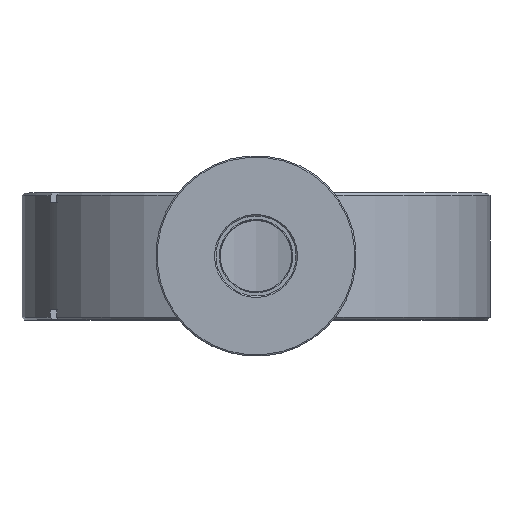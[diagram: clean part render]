
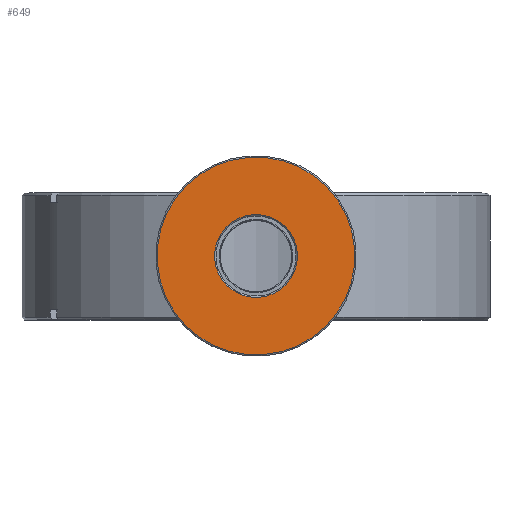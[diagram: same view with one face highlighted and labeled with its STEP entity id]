
A CAD part, top view. The second image highlights one B-rep face of the part: STEP entity #649.
In plain terms, the highlighted face is planar.
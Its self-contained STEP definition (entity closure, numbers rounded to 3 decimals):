
#171 = DIRECTION ( 'NONE',  ( 0., -1., 0. ) ) ;
#243 = EDGE_CURVE ( 'NONE', #2960, #1478, #3121, .T. ) ;
#293 = EDGE_LOOP ( 'NONE', ( #2558, #1546 ) ) ;
#306 = FACE_BOUND ( 'NONE', #2231, .T. ) ;
#649 = ADVANCED_FACE ( 'NONE', ( #1630, #306 ), #3297, .F. ) ;
#874 = VERTEX_POINT ( 'NONE', #1619 ) ;
#882 = CIRCLE ( 'NONE', #1299, 14.8 ) ;
#896 = DIRECTION ( 'NONE',  ( 0., 1., 0. ) ) ;
#987 = AXIS2_PLACEMENT_3D ( 'NONE', #2481, #896, #2746 ) ;
#1153 = VERTEX_POINT ( 'NONE', #2146 ) ;
#1293 = CIRCLE ( 'NONE', #1859, 6.2 ) ;
#1299 = AXIS2_PLACEMENT_3D ( 'NONE', #1669, #171, #1957 ) ;
#1424 = CARTESIAN_POINT ( 'NONE',  ( -6., 0., 0. ) ) ;
#1478 = VERTEX_POINT ( 'NONE', #3147 ) ;
#1546 = ORIENTED_EDGE ( 'NONE', *, *, #243, .T. ) ;
#1609 = DIRECTION ( 'NONE',  ( 0., 1., 0. ) ) ;
#1619 = CARTESIAN_POINT ( 'NONE',  ( 0., 0., 6.2 ) ) ;
#1626 = DIRECTION ( 'NONE',  ( 0., 0., 1. ) ) ;
#1630 = FACE_OUTER_BOUND ( 'NONE', #293, .T. ) ;
#1669 = CARTESIAN_POINT ( 'NONE',  ( 0., 0., 0. ) ) ;
#1859 = AXIS2_PLACEMENT_3D ( 'NONE', #2709, #2618, #2339 ) ;
#1957 = DIRECTION ( 'NONE',  ( 0., 0., 1. ) ) ;
#2144 = EDGE_CURVE ( 'NONE', #1153, #874, #1293, .T. ) ;
#2146 = CARTESIAN_POINT ( 'NONE',  ( 0., 0., -6.2 ) ) ;
#2203 = CARTESIAN_POINT ( 'NONE',  ( 0., 0., -14.8 ) ) ;
#2231 = EDGE_LOOP ( 'NONE', ( #3054, #2453 ) ) ;
#2246 = DIRECTION ( 'NONE',  ( 0., 0., 1. ) ) ;
#2273 = DIRECTION ( 'NONE',  ( 0., -1., 0. ) ) ;
#2284 = CARTESIAN_POINT ( 'NONE',  ( 0., 0., 0. ) ) ;
#2339 = DIRECTION ( 'NONE',  ( 0., 0., 1. ) ) ;
#2453 = ORIENTED_EDGE ( 'NONE', *, *, #3257, .T. ) ;
#2481 = CARTESIAN_POINT ( 'NONE',  ( 0., 0., 0. ) ) ;
#2558 = ORIENTED_EDGE ( 'NONE', *, *, #2985, .T. ) ;
#2618 = DIRECTION ( 'NONE',  ( 0., 1., 0. ) ) ;
#2709 = CARTESIAN_POINT ( 'NONE',  ( 0., 0., 0. ) ) ;
#2738 = AXIS2_PLACEMENT_3D ( 'NONE', #1424, #1609, #1626 ) ;
#2746 = DIRECTION ( 'NONE',  ( 0., 0., 1. ) ) ;
#2960 = VERTEX_POINT ( 'NONE', #2203 ) ;
#2976 = AXIS2_PLACEMENT_3D ( 'NONE', #2284, #2273, #2246 ) ;
#2985 = EDGE_CURVE ( 'NONE', #1478, #2960, #882, .T. ) ;
#3054 = ORIENTED_EDGE ( 'NONE', *, *, #2144, .T. ) ;
#3121 = CIRCLE ( 'NONE', #2976, 14.8 ) ;
#3147 = CARTESIAN_POINT ( 'NONE',  ( 0., 0., 14.8 ) ) ;
#3257 = EDGE_CURVE ( 'NONE', #874, #1153, #3343, .T. ) ;
#3297 = PLANE ( 'NONE',  #2738 ) ;
#3343 = CIRCLE ( 'NONE', #987, 6.2 ) ;
